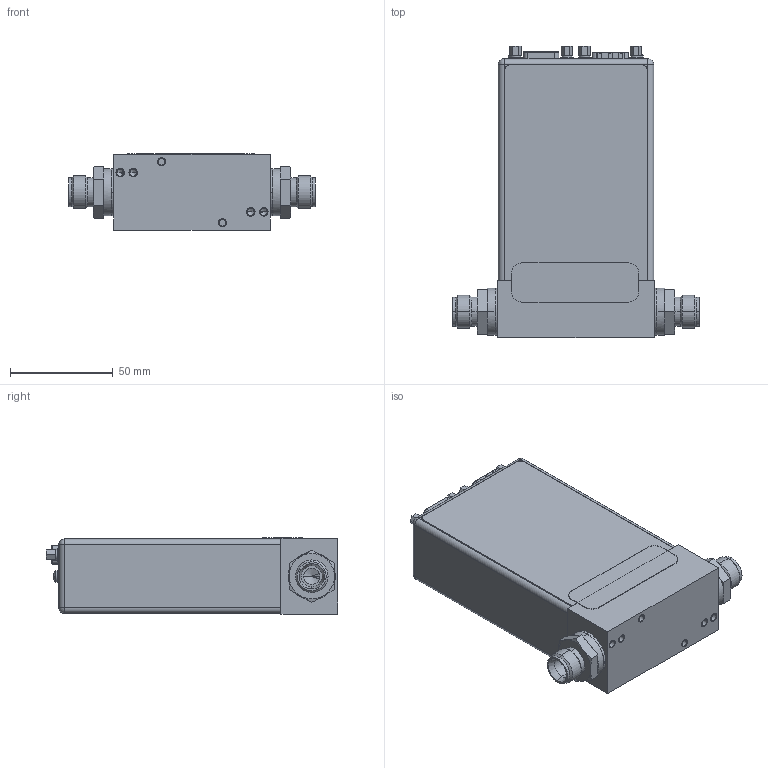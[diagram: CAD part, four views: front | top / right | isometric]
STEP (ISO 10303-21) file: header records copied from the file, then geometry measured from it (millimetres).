
FILE_DESCRIPTION((''),'2;1');
FILE_NAME('GM100A_PROFIBUS_8MM_TUBE_ASM','2016-11-28T',('cockrofm'),(''),'PRO/ENGINEER BY PARAMETRIC TECHNOLOGY CORPORATION, 2016100','PRO/ENGINEER BY PARAMETRIC TECHNOLOGY CORPORATION, 2016100','');
FILE_SCHEMA(('CONFIG_CONTROL_DESIGN'));
Length unit declared in the file: inch
Products named in the file (26): PRT0001_1; PRT0002_1; PRT0003_1; PRT0004_1; PRT0005_1; PRT0006_1; PRT0007_1; PRT0008_1; PRT0009_1; PRT0010_1; PRT0011_1; ASM0005_ASM_1_ASM; ASM0004_ASM_1_ASM; PRT0012_1; PRT0013_1; ASM0003_ASM_1_ASM; PRT0014_1; PRT0015_1; PRT0016_1; PRT0017_1; PRT0018_1; PRT0019_1; ASM0002_ASM_1_ASM; ASM0001_ASM_1_ASM; 1072907_FITTING_10MM; GM100A_PROFIBUS_8MM_TUBE_ASM
Assembly tree (42 placements, depth 7):
  GM100A_PROFIBUS_8MM_TUBE_ASM
    ASM0001_ASM_1_ASM
      ASM0002_ASM_1_ASM
        PRT0001_1
        PRT0002_1
        PRT0003_1
        PRT0004_1
        PRT0005_1  x2
        PRT0006_1
        ASM0003_ASM_1_ASM
          PRT0007_1
          ASM0004_ASM_1_ASM
            ASM0005_ASM_1_ASM
              PRT0008_1  x10
              PRT0009_1
              PRT0010_1
              PRT0011_1
          PRT0012_1
          PRT0013_1
        PRT0014_1
        PRT0015_1  x4
        PRT0016_1  x4
        PRT0017_1
        PRT0018_1
        PRT0019_1
    1072907_FITTING_10MM  x2
Bounding box: 119.99 x 141.96 x 37.08 mm (x, y, z)
Volume: 108412.7 mm3; surface area: 120841.1 mm2
Topology: 35 solids, 52 shells, 2216 faces, 5684 edges, 3653 vertices
Faces by surface type: plane 1290, cylinder 656, extrusion 94, cone 88, torus 64, sphere 14, bspline 10
Entity records: 51000 total; most frequent: CARTESIAN_POINT 11301, DIRECTION 8214, ORIENTED_EDGE 7954, EDGE_CURVE 4005, VECTOR 2756, AXIS2_PLACEMENT_3D 2729, LINE 2682, VERTEX_POINT 2594
